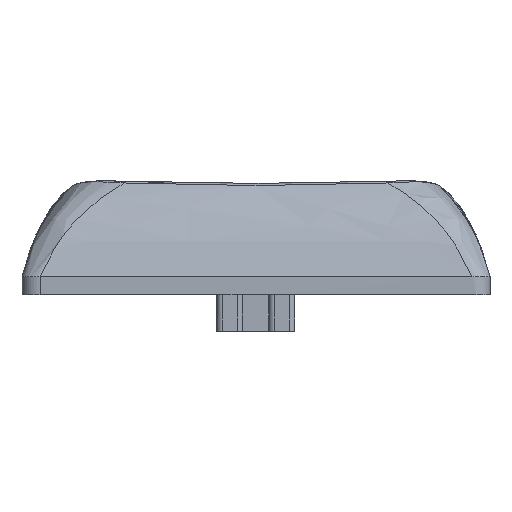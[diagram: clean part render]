
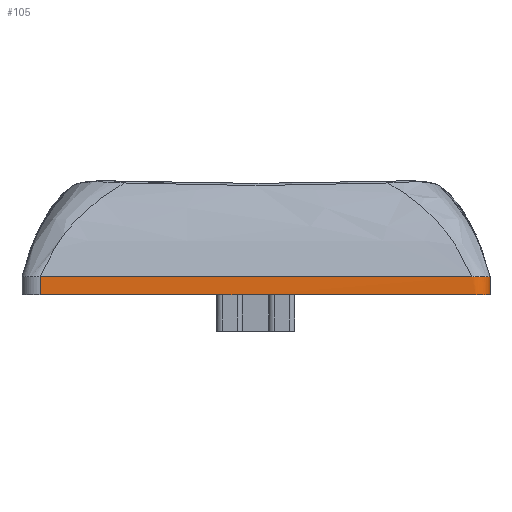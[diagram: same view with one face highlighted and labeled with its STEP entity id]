
A CAD part, left-side view. The second image highlights one B-rep face of the part: STEP entity #105.
In plain terms, the highlighted free-form (B-spline) face has degree [1, 2] with [2, 9] control points.
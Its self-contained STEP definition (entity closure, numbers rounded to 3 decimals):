
#105=ADVANCED_FACE('',(#333),#3566,.T.);
#333=FACE_OUTER_BOUND('',#563,.T.);
#563=EDGE_LOOP('',(#1194,#1195,#1196,#1197,#1198,#1199,#1200));
#1194=ORIENTED_EDGE('',*,*,#2542,.T.);
#1195=ORIENTED_EDGE('',*,*,#2315,.T.);
#1196=ORIENTED_EDGE('',*,*,#2316,.T.);
#1197=ORIENTED_EDGE('',*,*,#2317,.T.);
#1198=ORIENTED_EDGE('',*,*,#2318,.T.);
#1199=ORIENTED_EDGE('',*,*,#2284,.F.);
#1200=ORIENTED_EDGE('',*,*,#2543,.F.);
#2284=EDGE_CURVE('',#3382,#3383,#2671,.T.);
#2315=EDGE_CURVE('',#3404,#3405,#2702,.T.);
#2316=EDGE_CURVE('',#3405,#3406,#2703,.T.);
#2317=EDGE_CURVE('',#3406,#3407,#2704,.T.);
#2318=EDGE_CURVE('',#3407,#3383,#2705,.T.);
#2542=EDGE_CURVE('',#3548,#3404,#2752,.T.);
#2543=EDGE_CURVE('',#3548,#3382,#2753,.T.);
#2671=(
BOUNDED_CURVE()
B_SPLINE_CURVE(1,(#8880,#8881),.UNSPECIFIED.,.F.,.F.)
B_SPLINE_CURVE_WITH_KNOTS((2,2),(0.,0.7),.UNSPECIFIED.)
CURVE()
GEOMETRIC_REPRESENTATION_ITEM()
RATIONAL_B_SPLINE_CURVE((1.,1.))
REPRESENTATION_ITEM('')
);
#2702=(
BOUNDED_CURVE()
B_SPLINE_CURVE(2,(#9163,#9164,#9165),.UNSPECIFIED.,.F.,.F.)
B_SPLINE_CURVE_WITH_KNOTS((3,3),(54.399,55.499),
 .UNSPECIFIED.)
CURVE()
GEOMETRIC_REPRESENTATION_ITEM()
RATIONAL_B_SPLINE_CURVE((1.,0.707,1.))
REPRESENTATION_ITEM('')
);
#2703=(
BOUNDED_CURVE()
B_SPLINE_CURVE(2,(#9166,#9167,#9168),.UNSPECIFIED.,.F.,.F.)
B_SPLINE_CURVE_WITH_KNOTS((3,3),(55.499,91.099),
 .UNSPECIFIED.)
CURVE()
GEOMETRIC_REPRESENTATION_ITEM()
RATIONAL_B_SPLINE_CURVE((1.,1.,1.))
REPRESENTATION_ITEM('')
);
#2704=(
BOUNDED_CURVE()
B_SPLINE_CURVE(2,(#9169,#9170,#9171),.UNSPECIFIED.,.F.,.F.)
B_SPLINE_CURVE_WITH_KNOTS((3,3),(91.099,92.198),
 .UNSPECIFIED.)
CURVE()
GEOMETRIC_REPRESENTATION_ITEM()
RATIONAL_B_SPLINE_CURVE((1.,0.707,1.))
REPRESENTATION_ITEM('')
);
#2705=(
BOUNDED_CURVE()
B_SPLINE_CURVE(2,(#9172,#9173,#9174),.UNSPECIFIED.,.F.,.F.)
B_SPLINE_CURVE_WITH_KNOTS((3,3),(92.198,108.798),
 .UNSPECIFIED.)
CURVE()
GEOMETRIC_REPRESENTATION_ITEM()
RATIONAL_B_SPLINE_CURVE((1.,1.,1.))
REPRESENTATION_ITEM('')
);
#2752=(
BOUNDED_CURVE()
B_SPLINE_CURVE(1,(#10578,#10579),.UNSPECIFIED.,.F.,.F.)
B_SPLINE_CURVE_WITH_KNOTS((2,2),(0.,0.7),.UNSPECIFIED.)
CURVE()
GEOMETRIC_REPRESENTATION_ITEM()
RATIONAL_B_SPLINE_CURVE((1.,1.))
REPRESENTATION_ITEM('')
);
#2753=(
BOUNDED_CURVE()
B_SPLINE_CURVE(2,(#10580,#10581,#10582,#10583,#10584,#10585,#10586,#10587,
#10588),.UNSPECIFIED.,.F.,.F.)
B_SPLINE_CURVE_WITH_KNOTS((3,2,2,2,3),(54.399,55.499,
91.099,92.198,108.798),.UNSPECIFIED.)
CURVE()
GEOMETRIC_REPRESENTATION_ITEM()
RATIONAL_B_SPLINE_CURVE((1.,0.707,1.,1.,1.,0.707,
1.,1.,1.))
REPRESENTATION_ITEM('')
);
#3382=VERTEX_POINT('',#7932);
#3383=VERTEX_POINT('',#7933);
#3404=VERTEX_POINT('',#7954);
#3405=VERTEX_POINT('',#7955);
#3406=VERTEX_POINT('',#7956);
#3407=VERTEX_POINT('',#7957);
#3548=VERTEX_POINT('',#8098);
#3566=(
BOUNDED_SURFACE()
B_SPLINE_SURFACE(1,2,((#7462,#7463,#7464,#7465,#7466,#7467,#7468,#7469,
#7470),(#7471,#7472,#7473,#7474,#7475,#7476,#7477,#7478,#7479)),
 .UNSPECIFIED.,.F.,.F.,.F.)
B_SPLINE_SURFACE_WITH_KNOTS((2,2),(3,2,2,2,3),(0.,0.7),(54.399,
55.499,91.099,92.198,108.798),
 .UNSPECIFIED.)
GEOMETRIC_REPRESENTATION_ITEM()
RATIONAL_B_SPLINE_SURFACE(((1.,0.707,1.,1.,1.,0.707,
1.,1.,1.),(1.,0.707,1.,1.,1.,0.707,1.,1.,1.)))
REPRESENTATION_ITEM('')
SURFACE()
);
#7462=CARTESIAN_POINT('',(329.5,87.7,-0.4));
#7463=CARTESIAN_POINT('',(329.5,87.,-0.4));
#7464=CARTESIAN_POINT('',(328.8,87.,-0.4));
#7465=CARTESIAN_POINT('',(311.,87.,-0.4));
#7466=CARTESIAN_POINT('',(293.2,87.,-0.4));
#7467=CARTESIAN_POINT('',(292.5,87.,-0.4));
#7468=CARTESIAN_POINT('',(292.5,87.7,-0.4));
#7469=CARTESIAN_POINT('',(292.5,96.,-0.4));
#7470=CARTESIAN_POINT('',(292.5,104.3,-0.4));
#7471=CARTESIAN_POINT('',(329.5,87.7,0.3));
#7472=CARTESIAN_POINT('',(329.5,87.,0.3));
#7473=CARTESIAN_POINT('',(328.8,87.,0.3));
#7474=CARTESIAN_POINT('',(311.,87.,0.3));
#7475=CARTESIAN_POINT('',(293.2,87.,0.3));
#7476=CARTESIAN_POINT('',(292.5,87.,0.3));
#7477=CARTESIAN_POINT('',(292.5,87.7,0.3));
#7478=CARTESIAN_POINT('',(292.5,96.,0.3));
#7479=CARTESIAN_POINT('',(292.5,104.3,0.3));
#7932=CARTESIAN_POINT('',(292.5,104.3,-0.4));
#7933=CARTESIAN_POINT('',(292.5,104.3,0.3));
#7954=CARTESIAN_POINT('',(329.5,87.7,0.3));
#7955=CARTESIAN_POINT('',(328.8,87.,0.3));
#7956=CARTESIAN_POINT('',(293.2,87.,0.3));
#7957=CARTESIAN_POINT('',(292.5,87.7,0.3));
#8098=CARTESIAN_POINT('',(329.5,87.7,-0.4));
#8880=CARTESIAN_POINT('',(292.5,104.3,-0.4));
#8881=CARTESIAN_POINT('',(292.5,104.3,0.3));
#9163=CARTESIAN_POINT('',(329.5,87.7,0.3));
#9164=CARTESIAN_POINT('',(329.5,87.,0.3));
#9165=CARTESIAN_POINT('',(328.8,87.,0.3));
#9166=CARTESIAN_POINT('',(328.8,87.,0.3));
#9167=CARTESIAN_POINT('',(311.,87.,0.3));
#9168=CARTESIAN_POINT('',(293.2,87.,0.3));
#9169=CARTESIAN_POINT('',(293.2,87.,0.3));
#9170=CARTESIAN_POINT('',(292.5,87.,0.3));
#9171=CARTESIAN_POINT('',(292.5,87.7,0.3));
#9172=CARTESIAN_POINT('',(292.5,87.7,0.3));
#9173=CARTESIAN_POINT('',(292.5,96.,0.3));
#9174=CARTESIAN_POINT('',(292.5,104.3,0.3));
#10578=CARTESIAN_POINT('',(329.5,87.7,-0.4));
#10579=CARTESIAN_POINT('',(329.5,87.7,0.3));
#10580=CARTESIAN_POINT('',(329.5,87.7,-0.4));
#10581=CARTESIAN_POINT('',(329.5,87.,-0.4));
#10582=CARTESIAN_POINT('',(328.8,87.,-0.4));
#10583=CARTESIAN_POINT('',(311.,87.,-0.4));
#10584=CARTESIAN_POINT('',(293.2,87.,-0.4));
#10585=CARTESIAN_POINT('',(292.5,87.,-0.4));
#10586=CARTESIAN_POINT('',(292.5,87.7,-0.4));
#10587=CARTESIAN_POINT('',(292.5,96.,-0.4));
#10588=CARTESIAN_POINT('',(292.5,104.3,-0.4));
